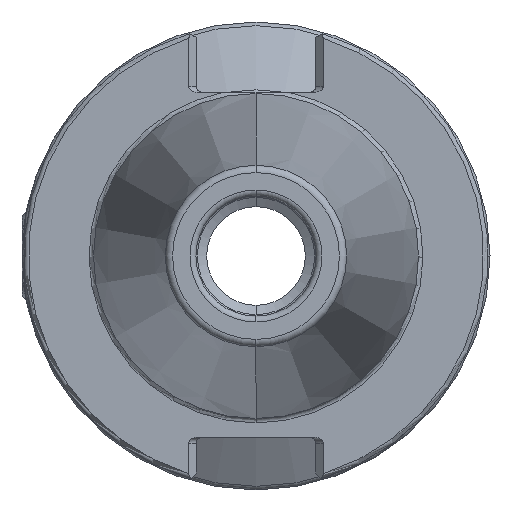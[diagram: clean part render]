
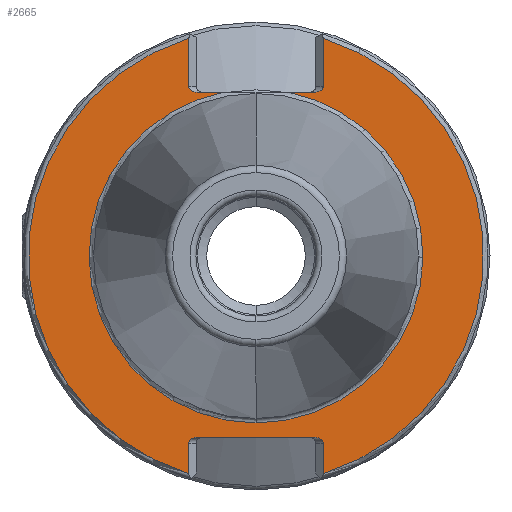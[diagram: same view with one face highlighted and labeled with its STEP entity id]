
A CAD part, left-side view. The second image highlights one B-rep face of the part: STEP entity #2665.
In plain terms, the highlighted planar face has unit normal (-1, 0, 0).
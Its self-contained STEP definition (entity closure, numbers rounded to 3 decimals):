
#138 = DIRECTION ( 'NONE',  ( 0., -1., 0. ) ) ;
#213 = CARTESIAN_POINT ( 'NONE',  ( 3.175, 8.049, -24.8 ) ) ;
#217 =( BOUNDED_CURVE ( )  B_SPLINE_CURVE ( 3, ( #3631, #3585, #3129, #3050 ),
 .UNSPECIFIED., .F., .F. ) 
 B_SPLINE_CURVE_WITH_KNOTS ( ( 4, 4 ),
 ( 4.712, 6.283 ),
 .UNSPECIFIED. ) 
 CURVE ( )  GEOMETRIC_REPRESENTATION_ITEM ( )  RATIONAL_B_SPLINE_CURVE ( ( 1., 0.805, 0.805, 1. ) ) 
 REPRESENTATION_ITEM ( '' )  );
#336 = EDGE_CURVE ( 'NONE', #1867, #2946, #5305, .T. ) ;
#339 = CARTESIAN_POINT ( 'NONE',  ( 3.175, 4.384, 22.4 ) ) ;
#372 = ORIENTED_EDGE ( 'NONE', *, *, #3456, .T. ) ;
#441 = ORIENTED_EDGE ( 'NONE', *, *, #1953, .T. ) ;
#459 = VECTOR ( 'NONE', #4537, 1000. ) ;
#510 = CARTESIAN_POINT ( 'NONE',  ( 3.175, -9.18, -25.6 ) ) ;
#575 = CARTESIAN_POINT ( 'NONE',  ( 3.175, 8.049, 22.4 ) ) ;
#642 = ORIENTED_EDGE ( 'NONE', *, *, #6302, .T. ) ;
#824 = CARTESIAN_POINT ( 'NONE',  ( 3.175, 9.18, -25.6 ) ) ;
#934 = VECTOR ( 'NONE', #3438, 1000. ) ;
#955 = EDGE_CURVE ( 'NONE', #5578, #1669, #4926, .T. ) ;
#994 = EDGE_CURVE ( 'NONE', #6189, #1532, #4732, .T. ) ;
#1001 = ORIENTED_EDGE ( 'NONE', *, *, #955, .T. ) ;
#1013 = DIRECTION ( 'NONE',  ( -1., 0., 0. ) ) ;
#1109 = ORIENTED_EDGE ( 'NONE', *, *, #3028, .T. ) ;
#1188 = AXIS2_PLACEMENT_3D ( 'NONE', #5871, #5903, #5427 ) ;
#1315 =( BOUNDED_CURVE ( )  B_SPLINE_CURVE ( 3, ( #824, #4411, #1836, #5457 ),
 .UNSPECIFIED., .F., .F. ) 
 B_SPLINE_CURVE_WITH_KNOTS ( ( 4, 4 ),
 ( 3.142, 4.712 ),
 .UNSPECIFIED. ) 
 CURVE ( )  GEOMETRIC_REPRESENTATION_ITEM ( )  RATIONAL_B_SPLINE_CURVE ( ( 1., 0.805, 0.805, 1. ) ) 
 REPRESENTATION_ITEM ( '' )  );
#1325 = ORIENTED_EDGE ( 'NONE', *, *, #3588, .F. ) ;
#1332 = CARTESIAN_POINT ( 'NONE',  ( 3.175, 0., 0. ) ) ;
#1350 = CARTESIAN_POINT ( 'NONE',  ( 3.175, 0., 0. ) ) ;
#1409 = VECTOR ( 'NONE', #1863, 1000. ) ;
#1414 = CARTESIAN_POINT ( 'NONE',  ( 3.175, 9.18, 23.2 ) ) ;
#1465 = EDGE_LOOP ( 'NONE', ( #6276, #1619, #642, #4576, #1627, #3512, #5099, #1001, #1109, #3421, #1325, #1890, #372, #5983, #441 ) ) ;
#1532 = VERTEX_POINT ( 'NONE', #510 ) ;
#1574 = VECTOR ( 'NONE', #4540, 1000. ) ;
#1619 = ORIENTED_EDGE ( 'NONE', *, *, #4737, .T. ) ;
#1627 = ORIENTED_EDGE ( 'NONE', *, *, #2838, .F. ) ;
#1669 = VERTEX_POINT ( 'NONE', #5482 ) ;
#1686 = EDGE_CURVE ( 'NONE', #1957, #4179, #2044, .T. ) ;
#1766 = VERTEX_POINT ( 'NONE', #2911 ) ;
#1836 = CARTESIAN_POINT ( 'NONE',  ( 3.175, 8.711, -24.8 ) ) ;
#1844 = CARTESIAN_POINT ( 'NONE',  ( 3.175, 9.18, 0. ) ) ;
#1859 = DIRECTION ( 'NONE',  ( 0., 0., 1. ) ) ;
#1863 = DIRECTION ( 'NONE',  ( 0., 0., -1. ) ) ;
#1867 = VERTEX_POINT ( 'NONE', #6484 ) ;
#1890 = ORIENTED_EDGE ( 'NONE', *, *, #5709, .T. ) ;
#1936 = CARTESIAN_POINT ( 'NONE',  ( 3.175, -4.384, 22.4 ) ) ;
#1953 = EDGE_CURVE ( 'NONE', #1957, #5726, #3040, .T. ) ;
#1957 = VERTEX_POINT ( 'NONE', #3593 ) ;
#1966 = VECTOR ( 'NONE', #138, 1000. ) ;
#1972 = LINE ( 'NONE', #5980, #459 ) ;
#2044 = LINE ( 'NONE', #1844, #1409 ) ;
#2101 = CARTESIAN_POINT ( 'NONE',  ( 3.175, 9.18, -25.6 ) ) ;
#2135 = AXIS2_PLACEMENT_3D ( 'NONE', #1332, #4982, #1859 ) ;
#2145 = VERTEX_POINT ( 'NONE', #2101 ) ;
#2333 = VERTEX_POINT ( 'NONE', #575 ) ;
#2511 = EDGE_CURVE ( 'NONE', #5726, #2145, #1972, .T. ) ;
#2561 = CARTESIAN_POINT ( 'NONE',  ( 3.175, -8.049, -24.8 ) ) ;
#2664 = CIRCLE ( 'NONE', #2135, 22.825 ) ;
#2665 = ADVANCED_FACE ( 'NONE', ( #6635 ), #5008, .F. ) ;
#2838 = EDGE_CURVE ( 'NONE', #1867, #1532, #4338, .T. ) ;
#2911 = CARTESIAN_POINT ( 'NONE',  ( 3.175, 0., -22.825 ) ) ;
#2929 = CIRCLE ( 'NONE', #1188, 22.825 ) ;
#2946 = VERTEX_POINT ( 'NONE', #5969 ) ;
#2998 = AXIS2_PLACEMENT_3D ( 'NONE', #4149, #4182, #4208 ) ;
#3028 = EDGE_CURVE ( 'NONE', #1669, #5962, #3845, .T. ) ;
#3040 = CIRCLE ( 'NONE', #4533, 31.15 ) ;
#3041 = CARTESIAN_POINT ( 'NONE',  ( 3.175, 9.18, -29.767 ) ) ;
#3050 = CARTESIAN_POINT ( 'NONE',  ( 3.175, 9.18, 23.2 ) ) ;
#3129 = CARTESIAN_POINT ( 'NONE',  ( 3.175, 9.18, 22.731 ) ) ;
#3133 = CARTESIAN_POINT ( 'NONE',  ( 3.175, -9.18, 22.731 ) ) ;
#3160 = CARTESIAN_POINT ( 'NONE',  ( 3.175, -8.711, 22.4 ) ) ;
#3248 = DIRECTION ( 'NONE',  ( 0., 0., 1. ) ) ;
#3271 = VERTEX_POINT ( 'NONE', #213 ) ;
#3408 = DIRECTION ( 'NONE',  ( 1., 0., 0. ) ) ;
#3421 = ORIENTED_EDGE ( 'NONE', *, *, #5503, .F. ) ;
#3438 = DIRECTION ( 'NONE',  ( 0., 1., 0. ) ) ;
#3456 = EDGE_CURVE ( 'NONE', #2333, #4179, #217, .T. ) ;
#3512 = ORIENTED_EDGE ( 'NONE', *, *, #336, .T. ) ;
#3536 = CARTESIAN_POINT ( 'NONE',  ( 3.175, 22.825, 22.4 ) ) ;
#3567 = CARTESIAN_POINT ( 'NONE',  ( 3.175, -9.18, 23.2 ) ) ;
#3585 = CARTESIAN_POINT ( 'NONE',  ( 3.175, 8.711, 22.4 ) ) ;
#3588 = EDGE_CURVE ( 'NONE', #6495, #1766, #2929, .T. ) ;
#3593 = CARTESIAN_POINT ( 'NONE',  ( 3.175, 9.18, 29.767 ) ) ;
#3631 = CARTESIAN_POINT ( 'NONE',  ( 3.175, 8.049, 22.4 ) ) ;
#3634 = CARTESIAN_POINT ( 'NONE',  ( 3.175, -8.049, 22.4 ) ) ;
#3761 = CARTESIAN_POINT ( 'NONE',  ( 3.175, -9.18, 0. ) ) ;
#3845 = LINE ( 'NONE', #3536, #934 ) ;
#4036 = DIRECTION ( 'NONE',  ( 0., 0., 1. ) ) ;
#4126 = VECTOR ( 'NONE', #3248, 1000. ) ;
#4149 = CARTESIAN_POINT ( 'NONE',  ( 3.175, 0., 0. ) ) ;
#4179 = VERTEX_POINT ( 'NONE', #1414 ) ;
#4182 = DIRECTION ( 'NONE',  ( -1., 0., 0. ) ) ;
#4208 = DIRECTION ( 'NONE',  ( 0., 0., 1. ) ) ;
#4338 = LINE ( 'NONE', #6381, #1574 ) ;
#4411 = CARTESIAN_POINT ( 'NONE',  ( 3.175, 9.18, -25.131 ) ) ;
#4533 = AXIS2_PLACEMENT_3D ( 'NONE', #1350, #1013, #4036 ) ;
#4537 = DIRECTION ( 'NONE',  ( 0., 0., 1. ) ) ;
#4540 = DIRECTION ( 'NONE',  ( 0., 0., 1. ) ) ;
#4576 = ORIENTED_EDGE ( 'NONE', *, *, #994, .T. ) ;
#4662 = CARTESIAN_POINT ( 'NONE',  ( 3.175, -9.18, -25.131 ) ) ;
#4689 = CARTESIAN_POINT ( 'NONE',  ( 3.175, -8.711, -24.8 ) ) ;
#4725 = CARTESIAN_POINT ( 'NONE',  ( 3.175, -8.049, -24.8 ) ) ;
#4732 =( BOUNDED_CURVE ( )  B_SPLINE_CURVE ( 3, ( #4725, #4689, #4662, #5013 ),
 .UNSPECIFIED., .F., .F. ) 
 B_SPLINE_CURVE_WITH_KNOTS ( ( 4, 4 ),
 ( 4.712, 6.283 ),
 .UNSPECIFIED. ) 
 CURVE ( )  GEOMETRIC_REPRESENTATION_ITEM ( )  RATIONAL_B_SPLINE_CURVE ( ( 1., 0.805, 0.805, 1. ) ) 
 REPRESENTATION_ITEM ( '' )  );
#4737 = EDGE_CURVE ( 'NONE', #2145, #3271, #1315, .T. ) ;
#4784 = VECTOR ( 'NONE', #6613, 1000. ) ;
#4926 =( BOUNDED_CURVE ( )  B_SPLINE_CURVE ( 3, ( #3567, #3133, #3160, #3634 ),
 .UNSPECIFIED., .F., .F. ) 
 B_SPLINE_CURVE_WITH_KNOTS ( ( 4, 4 ),
 ( 3.142, 4.712 ),
 .UNSPECIFIED. ) 
 CURVE ( )  GEOMETRIC_REPRESENTATION_ITEM ( )  RATIONAL_B_SPLINE_CURVE ( ( 1., 0.805, 0.805, 1. ) ) 
 REPRESENTATION_ITEM ( '' )  );
#4949 = CARTESIAN_POINT ( 'NONE',  ( 3.175, 22.825, 0. ) ) ;
#4982 = DIRECTION ( 'NONE',  ( -1., 0., 0. ) ) ;
#4989 = DIRECTION ( 'NONE',  ( 0., 0., -1. ) ) ;
#5008 = PLANE ( 'NONE',  #5638 ) ;
#5013 = CARTESIAN_POINT ( 'NONE',  ( 3.175, -9.18, -25.6 ) ) ;
#5099 = ORIENTED_EDGE ( 'NONE', *, *, #5285, .F. ) ;
#5285 = EDGE_CURVE ( 'NONE', #5578, #2946, #6494, .T. ) ;
#5305 = CIRCLE ( 'NONE', #2998, 31.15 ) ;
#5427 = DIRECTION ( 'NONE',  ( 0., 0., 1. ) ) ;
#5457 = CARTESIAN_POINT ( 'NONE',  ( 3.175, 8.049, -24.8 ) ) ;
#5482 = CARTESIAN_POINT ( 'NONE',  ( 3.175, -8.049, 22.4 ) ) ;
#5503 = EDGE_CURVE ( 'NONE', #1766, #5962, #2664, .T. ) ;
#5578 = VERTEX_POINT ( 'NONE', #6504 ) ;
#5638 = AXIS2_PLACEMENT_3D ( 'NONE', #4949, #3408, #4989 ) ;
#5709 = EDGE_CURVE ( 'NONE', #6495, #2333, #5945, .T. ) ;
#5726 = VERTEX_POINT ( 'NONE', #3041 ) ;
#5871 = CARTESIAN_POINT ( 'NONE',  ( 3.175, 0., 0. ) ) ;
#5903 = DIRECTION ( 'NONE',  ( -1., 0., 0. ) ) ;
#5945 = LINE ( 'NONE', #6109, #4784 ) ;
#5962 = VERTEX_POINT ( 'NONE', #1936 ) ;
#5969 = CARTESIAN_POINT ( 'NONE',  ( 3.175, -9.18, 29.767 ) ) ;
#5980 = CARTESIAN_POINT ( 'NONE',  ( 3.175, 9.18, -31.75 ) ) ;
#5983 = ORIENTED_EDGE ( 'NONE', *, *, #1686, .F. ) ;
#6074 = LINE ( 'NONE', #6288, #1966 ) ;
#6109 = CARTESIAN_POINT ( 'NONE',  ( 3.175, 22.825, 22.4 ) ) ;
#6189 = VERTEX_POINT ( 'NONE', #2561 ) ;
#6276 = ORIENTED_EDGE ( 'NONE', *, *, #2511, .T. ) ;
#6288 = CARTESIAN_POINT ( 'NONE',  ( 3.175, -9.18, -24.8 ) ) ;
#6302 = EDGE_CURVE ( 'NONE', #3271, #6189, #6074, .T. ) ;
#6381 = CARTESIAN_POINT ( 'NONE',  ( 3.175, -9.18, -31.75 ) ) ;
#6484 = CARTESIAN_POINT ( 'NONE',  ( 3.175, -9.18, -29.767 ) ) ;
#6494 = LINE ( 'NONE', #3761, #4126 ) ;
#6495 = VERTEX_POINT ( 'NONE', #339 ) ;
#6504 = CARTESIAN_POINT ( 'NONE',  ( 3.175, -9.18, 23.2 ) ) ;
#6613 = DIRECTION ( 'NONE',  ( 0., 1., 0. ) ) ;
#6635 = FACE_OUTER_BOUND ( 'NONE', #1465, .T. ) ;
